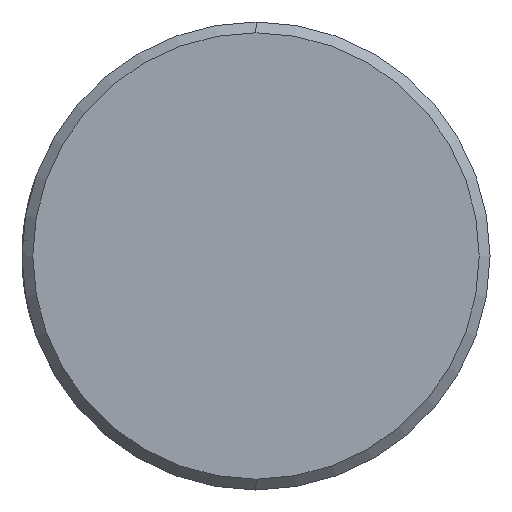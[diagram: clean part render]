
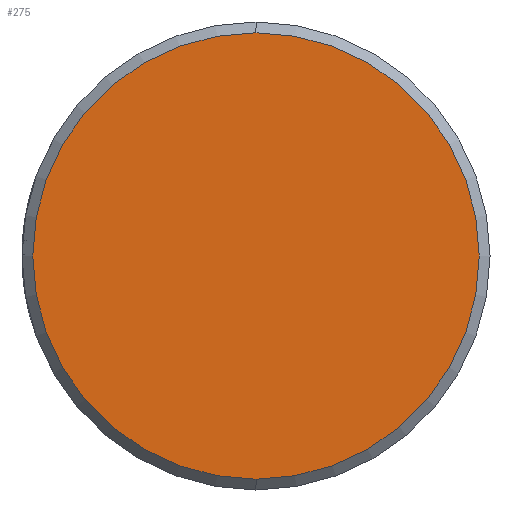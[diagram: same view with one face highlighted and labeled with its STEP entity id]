
A CAD part, left-side view. The second image highlights one B-rep face of the part: STEP entity #275.
In plain terms, the highlighted planar face has unit normal (-1, 0, 0).
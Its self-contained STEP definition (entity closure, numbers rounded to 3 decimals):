
#105 = VERTEX_POINT ( 'NONE', #825 ) ;
#132 = DIRECTION ( 'NONE',  ( -1., 0., 0. ) ) ;
#137 = CARTESIAN_POINT ( 'NONE',  ( -5., 0., 0. ) ) ;
#144 = ORIENTED_EDGE ( 'NONE', *, *, #202, .T. ) ;
#202 = EDGE_CURVE ( 'NONE', #1017, #105, #1031, .T. ) ;
#211 = DIRECTION ( 'NONE',  ( 0., 0., 1. ) ) ;
#223 = CARTESIAN_POINT ( 'NONE',  ( -5., 0., 0. ) ) ;
#238 = PLANE ( 'NONE',  #1181 ) ;
#275 = ADVANCED_FACE ( 'NONE', ( #1198 ), #238, .T. ) ;
#281 = EDGE_CURVE ( 'NONE', #105, #1017, #438, .T. ) ;
#328 = DIRECTION ( 'NONE',  ( -1., 0., 0. ) ) ;
#438 = CIRCLE ( 'NONE', #1111, 6.2 ) ;
#452 = AXIS2_PLACEMENT_3D ( 'NONE', #1062, #829, #918 ) ;
#614 = CARTESIAN_POINT ( 'NONE',  ( -5., 0., 6.2 ) ) ;
#825 = CARTESIAN_POINT ( 'NONE',  ( -5., 0., -6.2 ) ) ;
#829 = DIRECTION ( 'NONE',  ( -1., 0., 0. ) ) ;
#918 = DIRECTION ( 'NONE',  ( 0., 0., 1. ) ) ;
#1017 = VERTEX_POINT ( 'NONE', #614 ) ;
#1031 = CIRCLE ( 'NONE', #452, 6.2 ) ;
#1062 = CARTESIAN_POINT ( 'NONE',  ( -5., 0., 0. ) ) ;
#1111 = AXIS2_PLACEMENT_3D ( 'NONE', #137, #132, #1262 ) ;
#1181 = AXIS2_PLACEMENT_3D ( 'NONE', #223, #328, #211 ) ;
#1198 = FACE_OUTER_BOUND ( 'NONE', #1230, .T. ) ;
#1230 = EDGE_LOOP ( 'NONE', ( #1257, #144 ) ) ;
#1257 = ORIENTED_EDGE ( 'NONE', *, *, #281, .T. ) ;
#1262 = DIRECTION ( 'NONE',  ( 0., 0., 1. ) ) ;
